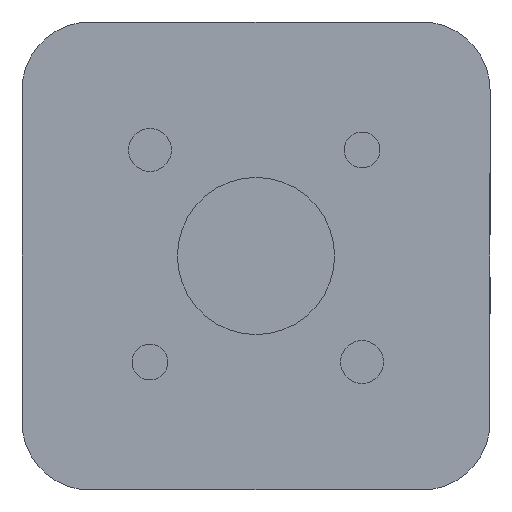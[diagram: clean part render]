
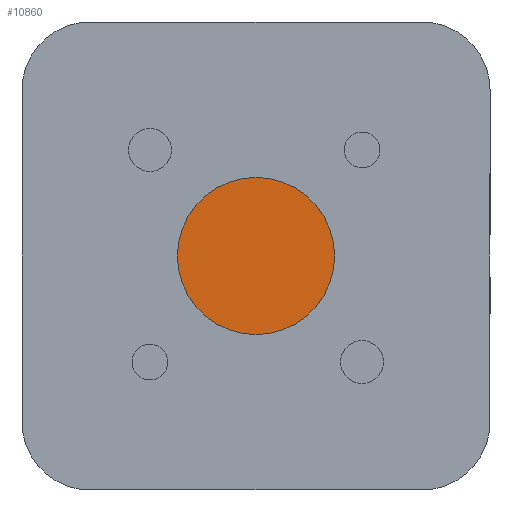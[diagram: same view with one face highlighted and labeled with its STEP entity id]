
A CAD part, left-side view. The second image highlights one B-rep face of the part: STEP entity #10860.
In plain terms, the highlighted planar face has unit normal (-1, 0, 0).
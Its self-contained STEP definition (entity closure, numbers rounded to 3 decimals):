
#94 = EDGE_CURVE ( 'NONE', #4544, #4672, #2082, .T. ) ;
#145 = AXIS2_PLACEMENT_3D ( 'NONE', #8641, #8642, #8643 ) ;
#597 = AXIS2_PLACEMENT_3D ( 'NONE', #6123, #6138, #6139 ) ;
#734 = AXIS2_PLACEMENT_3D ( 'NONE', #7928, #7931, #7932 ) ;
#1565 = ORIENTED_EDGE ( 'NONE', *, *, #94, .T. ) ;
#1566 = ORIENTED_EDGE ( 'NONE', *, *, #10345, .T. ) ;
#2082 = CIRCLE ( 'NONE', #145, 11. ) ;
#4544 = VERTEX_POINT ( 'NONE', #8954 ) ;
#4672 = VERTEX_POINT ( 'NONE', #9082 ) ;
#5479 = EDGE_LOOP ( 'NONE', ( #1566, #1565 ) ) ;
#6123 = CARTESIAN_POINT ( 'NONE',  ( -19.821, 0., 0. ) ) ;
#6138 = DIRECTION ( 'NONE',  ( -1., 0., 0. ) ) ;
#6139 = DIRECTION ( 'NONE',  ( 0., 0., 1. ) ) ;
#7032 = CIRCLE ( 'NONE', #597, 11. ) ;
#7660 = FACE_OUTER_BOUND ( 'NONE', #5479, .T. ) ;
#7928 = CARTESIAN_POINT ( 'NONE',  ( -19.821, 11., 0. ) ) ;
#7929 = PLANE ( 'NONE',  #734 ) ;
#7931 = DIRECTION ( 'NONE',  ( 1., 0., 0. ) ) ;
#7932 = DIRECTION ( 'NONE',  ( 0., 0., -1. ) ) ;
#8641 = CARTESIAN_POINT ( 'NONE',  ( -19.821, 0., 0. ) ) ;
#8642 = DIRECTION ( 'NONE',  ( -1., 0., 0. ) ) ;
#8643 = DIRECTION ( 'NONE',  ( 0., 0., 1. ) ) ;
#8954 = CARTESIAN_POINT ( 'NONE',  ( -19.821, 0., -11. ) ) ;
#9082 = CARTESIAN_POINT ( 'NONE',  ( -19.821, 0., 11. ) ) ;
#10345 = EDGE_CURVE ( 'NONE', #4672, #4544, #7032, .T. ) ;
#10860 = ADVANCED_FACE ( 'NONE', ( #7660 ), #7929, .F. ) ;
